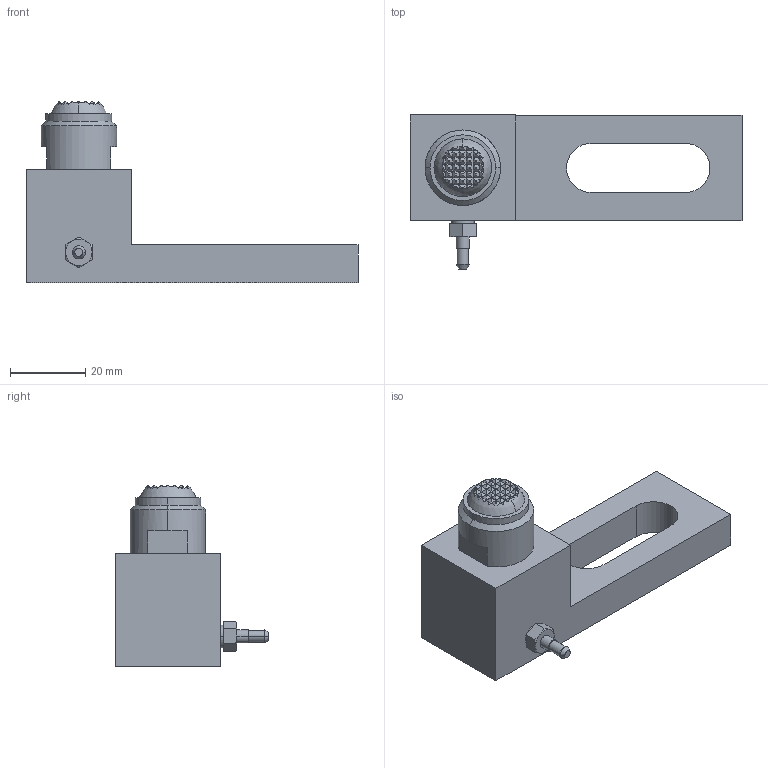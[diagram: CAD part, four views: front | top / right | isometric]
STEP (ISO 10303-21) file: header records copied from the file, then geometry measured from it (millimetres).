
FILE_DESCRIPTION(('STEP AP214'),'1');
FILE_NAME(' ',' ',('TraceParts'),('TraceParts S.A.'),'XStep 1.0',' ',' ');
FILE_SCHEMA(('automotive_design'));
Length unit declared in the file: millimetre
Products named in the file (2): 1; 2
Bounding box: 88 x 40.8 x 48 mm (x, y, z)
Volume: 40623.1 mm3; surface area: 11773.7 mm2
Topology: 2 solids, 2 shells, 239 faces, 520 edges, 292 vertices
Faces by surface type: plane 213, cylinder 12, cone 10, sphere 4
Entity records: 12295 total; most frequent: DIRECTION 1112, CARTESIAN_POINT 1077, STYLED_ITEM 1053, PRESENTATION_STYLE_ASSIGNMENT 1053, COLOUR_RGB 1053, ORIENTED_EDGE 1040, EDGE_CURVE 520, CURVE_STYLE 520
